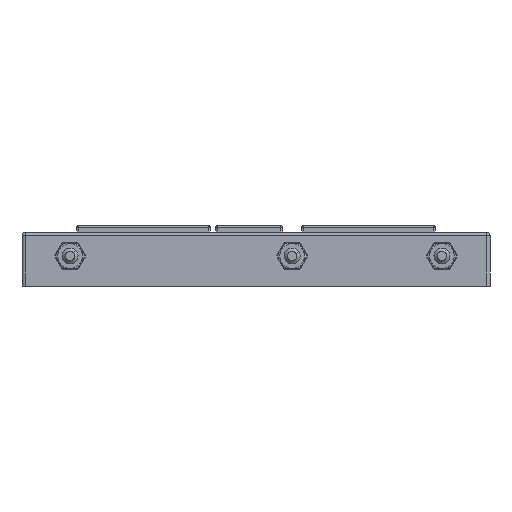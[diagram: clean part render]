
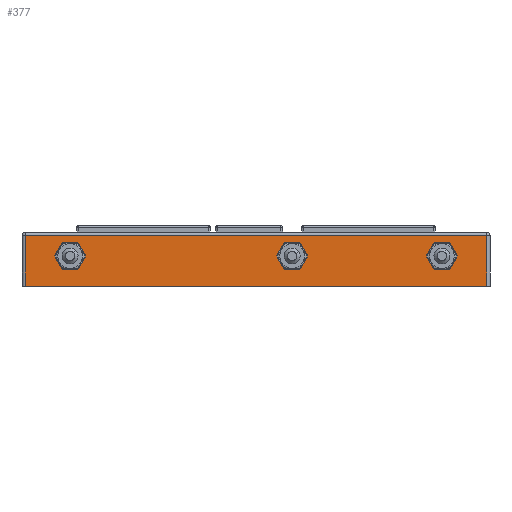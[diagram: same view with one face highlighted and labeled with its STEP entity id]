
A CAD part, front view. The second image highlights one B-rep face of the part: STEP entity #377.
In plain terms, the highlighted planar face has unit normal (0, -1, 0).
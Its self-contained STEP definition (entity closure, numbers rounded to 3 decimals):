
#377=ADVANCED_FACE('NONE',(#1331,#1332,#1333,#1334),#1335,.F.);
#1331=FACE_OUTER_BOUND('',#2899,.T.);
#1332=FACE_BOUND('',#2900,.T.);
#1333=FACE_BOUND('',#2901,.T.);
#1334=FACE_BOUND('',#2902,.T.);
#1335=PLANE('',#2903);
#2899=EDGE_LOOP('',(#5440,#5441,#5442,#5443));
#2900=EDGE_LOOP('',(#5444,#5445,#5446,#5447,#5448,#5449));
#2901=EDGE_LOOP('',(#5450,#5451,#5452,#5453,#5454,#5455));
#2902=EDGE_LOOP('',(#5456,#5457,#5458,#5459,#5460,#5461));
#2903=AXIS2_PLACEMENT_3D('',#5462,#5463,#5464);
#5440=ORIENTED_EDGE('',*,*,#10418,.T.);
#5441=ORIENTED_EDGE('',*,*,#10419,.T.);
#5442=ORIENTED_EDGE('',*,*,#10420,.T.);
#5443=ORIENTED_EDGE('',*,*,#10421,.T.);
#5444=ORIENTED_EDGE('',*,*,#10422,.F.);
#5445=ORIENTED_EDGE('',*,*,#10423,.F.);
#5446=ORIENTED_EDGE('',*,*,#10424,.F.);
#5447=ORIENTED_EDGE('',*,*,#10425,.F.);
#5448=ORIENTED_EDGE('',*,*,#10426,.F.);
#5449=ORIENTED_EDGE('',*,*,#10427,.F.);
#5450=ORIENTED_EDGE('',*,*,#10428,.F.);
#5451=ORIENTED_EDGE('',*,*,#10429,.F.);
#5452=ORIENTED_EDGE('',*,*,#10430,.F.);
#5453=ORIENTED_EDGE('',*,*,#10431,.F.);
#5454=ORIENTED_EDGE('',*,*,#10432,.F.);
#5455=ORIENTED_EDGE('',*,*,#10433,.F.);
#5456=ORIENTED_EDGE('',*,*,#10434,.F.);
#5457=ORIENTED_EDGE('',*,*,#10435,.F.);
#5458=ORIENTED_EDGE('',*,*,#10436,.F.);
#5459=ORIENTED_EDGE('',*,*,#10437,.F.);
#5460=ORIENTED_EDGE('',*,*,#10438,.F.);
#5461=ORIENTED_EDGE('',*,*,#10439,.F.);
#5462=CARTESIAN_POINT('',(-73.5,-73.0,8.5));
#5463=DIRECTION('',(0.0,1.0,0.0));
#5464=DIRECTION('',(1.0,0.0,-0.0));
#10418=EDGE_CURVE('NONE',#12534,#12535,#12536,.T.);
#10419=EDGE_CURVE('NONE',#12535,#12537,#12538,.T.);
#10420=EDGE_CURVE('NONE',#12537,#12539,#12540,.T.);
#10421=EDGE_CURVE('NONE',#12539,#12534,#12541,.T.);
#10422=EDGE_CURVE('NONE',#12542,#12543,#12544,.T.);
#10423=EDGE_CURVE('NONE',#12545,#12542,#12546,.T.);
#10424=EDGE_CURVE('NONE',#12547,#12545,#12548,.T.);
#10425=EDGE_CURVE('NONE',#12549,#12547,#12550,.T.);
#10426=EDGE_CURVE('NONE',#12551,#12549,#12552,.T.);
#10427=EDGE_CURVE('NONE',#12543,#12551,#12553,.T.);
#10428=EDGE_CURVE('NONE',#12554,#12555,#12556,.T.);
#10429=EDGE_CURVE('NONE',#12557,#12554,#12558,.T.);
#10430=EDGE_CURVE('NONE',#12559,#12557,#12560,.T.);
#10431=EDGE_CURVE('NONE',#12561,#12559,#12562,.T.);
#10432=EDGE_CURVE('NONE',#12563,#12561,#12564,.T.);
#10433=EDGE_CURVE('NONE',#12555,#12563,#12565,.T.);
#10434=EDGE_CURVE('NONE',#12566,#12567,#12568,.T.);
#10435=EDGE_CURVE('NONE',#12569,#12566,#12570,.T.);
#10436=EDGE_CURVE('NONE',#12571,#12569,#12572,.T.);
#10437=EDGE_CURVE('NONE',#12573,#12571,#12574,.T.);
#10438=EDGE_CURVE('NONE',#12575,#12573,#12576,.T.);
#10439=EDGE_CURVE('NONE',#12567,#12575,#12577,.T.);
#12534=VERTEX_POINT('NONE',#15785);
#12535=VERTEX_POINT('NONE',#15786);
#12536=LINE('',#15787,#15788);
#12537=VERTEX_POINT('NONE',#15789);
#12538=LINE('',#15790,#15791);
#12539=VERTEX_POINT('NONE',#15792);
#12540=LINE('',#15793,#15794);
#12541=LINE('',#15795,#15796);
#12542=VERTEX_POINT('NONE',#15797);
#12543=VERTEX_POINT('NONE',#15798);
#12544=LINE('',#15799,#15800);
#12545=VERTEX_POINT('NONE',#15801);
#12546=LINE('',#15802,#15803);
#12547=VERTEX_POINT('NONE',#15804);
#12548=LINE('',#15805,#15806);
#12549=VERTEX_POINT('NONE',#15807);
#12550=LINE('',#15808,#15809);
#12551=VERTEX_POINT('NONE',#15810);
#12552=LINE('',#15811,#15812);
#12553=LINE('',#15813,#15814);
#12554=VERTEX_POINT('NONE',#15815);
#12555=VERTEX_POINT('NONE',#15816);
#12556=LINE('',#15817,#15818);
#12557=VERTEX_POINT('NONE',#15819);
#12558=LINE('',#15820,#15821);
#12559=VERTEX_POINT('NONE',#15822);
#12560=LINE('',#15823,#15824);
#12561=VERTEX_POINT('NONE',#15825);
#12562=LINE('',#15826,#15827);
#12563=VERTEX_POINT('NONE',#15828);
#12564=LINE('',#15829,#15830);
#12565=LINE('',#15831,#15832);
#12566=VERTEX_POINT('NONE',#15833);
#12567=VERTEX_POINT('NONE',#15834);
#12568=LINE('',#15835,#15836);
#12569=VERTEX_POINT('NONE',#15837);
#12570=LINE('',#15838,#15839);
#12571=VERTEX_POINT('NONE',#15840);
#12572=LINE('',#15841,#15842);
#12573=VERTEX_POINT('NONE',#15843);
#12574=LINE('',#15844,#15845);
#12575=VERTEX_POINT('NONE',#15846);
#12576=LINE('',#15847,#15848);
#12577=LINE('',#15849,#15850);
#15785=CARTESIAN_POINT('',(-72.5,-73.0,-8.5));
#15786=CARTESIAN_POINT('',(72.5,-73.0,-8.5));
#15787=CARTESIAN_POINT('',(-73.5,-73.0,-8.5));
#15788=VECTOR('',#19966,1000.0);
#15789=CARTESIAN_POINT('',(72.5,-73.0,7.5));
#15790=CARTESIAN_POINT('',(72.5,-73.0,8.5));
#15791=VECTOR('',#19967,1000.0);
#15792=CARTESIAN_POINT('',(-72.5,-73.0,7.5));
#15793=CARTESIAN_POINT('',(-73.5,-73.0,7.5));
#15794=VECTOR('',#19968,1000.0);
#15795=CARTESIAN_POINT('',(-72.5,-73.0,8.5));
#15796=VECTOR('',#19969,1000.0);
#15797=CARTESIAN_POINT('',(60.854,-73.0,-3.25));
#15798=CARTESIAN_POINT('',(63.307,-73.0,1.));
#15799=CARTESIAN_POINT('',(60.854,-73.0,-3.25));
#15800=VECTOR('',#19970,1000.0);
#15801=CARTESIAN_POINT('',(55.946,-73.0,-3.25));
#15802=CARTESIAN_POINT('',(55.946,-73.0,-3.25));
#15803=VECTOR('',#19971,1000.0);
#15804=CARTESIAN_POINT('',(53.493,-73.0,1.));
#15805=CARTESIAN_POINT('',(53.493,-73.0,1.));
#15806=VECTOR('',#19972,1000.0);
#15807=CARTESIAN_POINT('',(55.946,-73.0,5.25));
#15808=CARTESIAN_POINT('',(55.946,-73.0,5.25));
#15809=VECTOR('',#19973,1000.0);
#15810=CARTESIAN_POINT('',(60.854,-73.0,5.25));
#15811=CARTESIAN_POINT('',(60.854,-73.0,5.25));
#15812=VECTOR('',#19974,1000.0);
#15813=CARTESIAN_POINT('',(63.307,-73.0,1.));
#15814=VECTOR('',#19975,1000.0);
#15815=CARTESIAN_POINT('',(13.804,-73.0,-3.25));
#15816=CARTESIAN_POINT('',(16.257,-73.0,1.0));
#15817=CARTESIAN_POINT('',(13.804,-73.0,-3.25));
#15818=VECTOR('',#19976,1000.0);
#15819=CARTESIAN_POINT('',(8.896,-73.0,-3.25));
#15820=CARTESIAN_POINT('',(8.896,-73.0,-3.25));
#15821=VECTOR('',#19977,1000.0);
#15822=CARTESIAN_POINT('',(6.443,-73.0,1.0));
#15823=CARTESIAN_POINT('',(6.443,-73.0,1.0));
#15824=VECTOR('',#19978,1000.0);
#15825=CARTESIAN_POINT('',(8.896,-73.0,5.25));
#15826=CARTESIAN_POINT('',(8.896,-73.0,5.25));
#15827=VECTOR('',#19979,1000.0);
#15828=CARTESIAN_POINT('',(13.804,-73.0,5.25));
#15829=CARTESIAN_POINT('',(13.804,-73.0,5.25));
#15830=VECTOR('',#19980,1000.0);
#15831=CARTESIAN_POINT('',(16.257,-73.0,1.0));
#15832=VECTOR('',#19981,1000.0);
#15833=CARTESIAN_POINT('',(-55.946,-73.0,-3.25));
#15834=CARTESIAN_POINT('',(-53.493,-73.0,1.));
#15835=CARTESIAN_POINT('',(-55.946,-73.0,-3.25));
#15836=VECTOR('',#19982,1000.0);
#15837=CARTESIAN_POINT('',(-60.854,-73.0,-3.25));
#15838=CARTESIAN_POINT('',(-60.854,-73.0,-3.25));
#15839=VECTOR('',#19983,1000.0);
#15840=CARTESIAN_POINT('',(-63.307,-73.0,1.));
#15841=CARTESIAN_POINT('',(-63.307,-73.0,1.));
#15842=VECTOR('',#19984,1000.0);
#15843=CARTESIAN_POINT('',(-60.854,-73.0,5.25));
#15844=CARTESIAN_POINT('',(-60.854,-73.0,5.25));
#15845=VECTOR('',#19985,1000.0);
#15846=CARTESIAN_POINT('',(-55.946,-73.0,5.25));
#15847=CARTESIAN_POINT('',(-55.946,-73.0,5.25));
#15848=VECTOR('',#19986,1000.0);
#15849=CARTESIAN_POINT('',(-53.493,-73.0,1.));
#15850=VECTOR('',#19987,1000.0);
#19966=DIRECTION('',(1.0,0.0,0.0));
#19967=DIRECTION('',(-0.0,-0.0,1.0));
#19968=DIRECTION('',(-1.0,0.0,-0.0));
#19969=DIRECTION('',(-0.0,0.0,-1.0));
#19970=DIRECTION('',(0.5,0.0,0.866));
#19971=DIRECTION('',(1.0,0.0,0.));
#19972=DIRECTION('',(0.5,0.0,-0.866));
#19973=DIRECTION('',(-0.5,0.0,-0.866));
#19974=DIRECTION('',(-1.0,0.0,0.0));
#19975=DIRECTION('',(-0.5,0.0,0.866));
#19976=DIRECTION('',(0.5,0.0,0.866));
#19977=DIRECTION('',(1.0,0.0,0.0));
#19978=DIRECTION('',(0.5,0.0,-0.866));
#19979=DIRECTION('',(-0.5,0.0,-0.866));
#19980=DIRECTION('',(-1.0,0.0,0.));
#19981=DIRECTION('',(-0.5,0.0,0.866));
#19982=DIRECTION('',(0.5,0.0,0.866));
#19983=DIRECTION('',(1.0,0.0,0.));
#19984=DIRECTION('',(0.5,0.0,-0.866));
#19985=DIRECTION('',(-0.5,0.0,-0.866));
#19986=DIRECTION('',(-1.0,0.0,0.0));
#19987=DIRECTION('',(-0.5,0.0,0.866));
